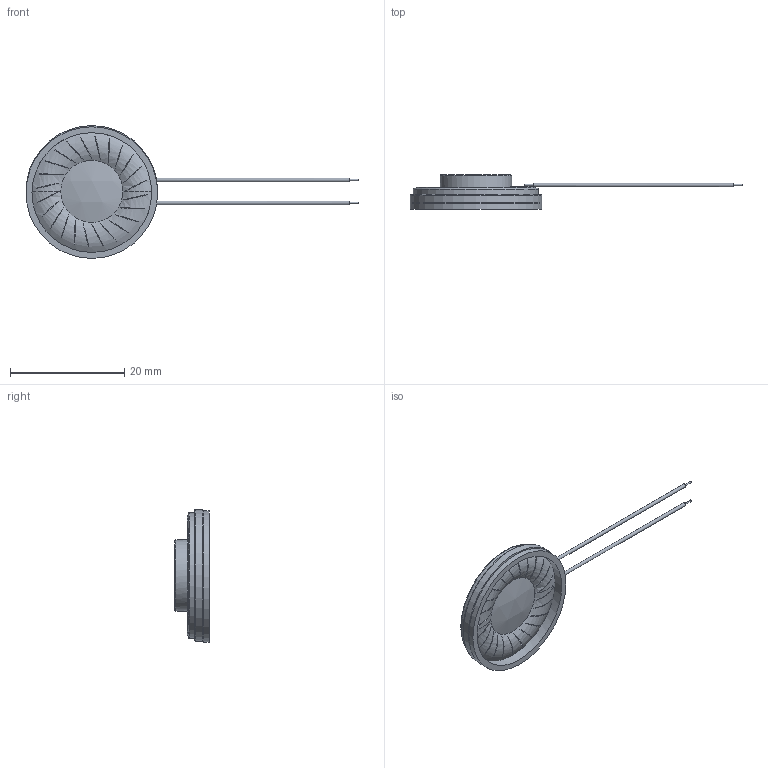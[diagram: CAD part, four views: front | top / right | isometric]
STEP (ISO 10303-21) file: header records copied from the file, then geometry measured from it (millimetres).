
FILE_DESCRIPTION (( 'STEP AP214' ), '1' );
FILE_NAME ('SPKM.23.8.A.STEP', '2022-03-30T10:17:18', ( '' ), ( '' ), 'SwSTEP 2.0', 'SolidWorks 2018', '' );
FILE_SCHEMA (( 'AUTOMOTIVE_DESIGN' ));
Length unit declared in the file: millimetre
Products named in the file (1): SPKM.23.8.A
Bounding box: 58 x 6 x 23.2 mm (x, y, z)
Surface area: 1542.9 mm2 (no closed solid volume)
Topology: 0 solids, 5 shells, 62 faces, 204 edges, 148 vertices
Faces by surface type: plane 43, cylinder 13, torus 3, bspline 2, sphere 1
Full cylindrical faces by diameter (mm): 0.3 x4, 0.6 x2, 12.5 x1, 20.917 x1, 21.9 x1, 22.997 x1, 23 x1
Entity records: 3351 total; most frequent: CARTESIAN_POINT 1087, ORIENTED_EDGE 274, DIRECTION 264, EDGE_CURVE 185, VERTEX_POINT 143, EDGE_LOOP 107, AXIS2_PLACEMENT_3D 98, B_SPLINE_CURVE_WITH_KNOTS 78
